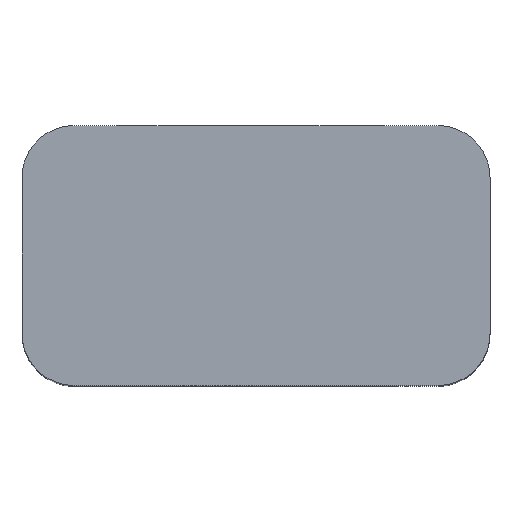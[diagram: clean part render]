
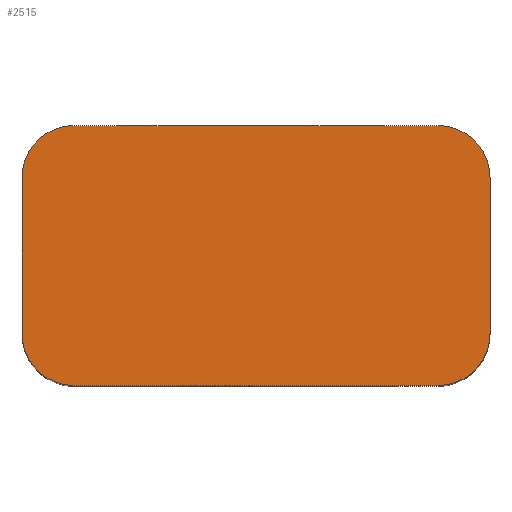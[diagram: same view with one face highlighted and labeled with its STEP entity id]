
A CAD part, top view. The second image highlights one B-rep face of the part: STEP entity #2515.
In plain terms, the highlighted planar face has unit normal (0, 0, 1).
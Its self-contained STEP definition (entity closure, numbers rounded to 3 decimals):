
#20=PLANE('',#2556);
#333=FACE_OUTER_BOUND('',#500,.T.);
#500=EDGE_LOOP('',(#2326,#2327,#2328,#2329,#2330,#2331,#2332,#2333));
#505=CIRCLE('',#2542,2.);
#508=CIRCLE('',#2547,2.);
#509=CIRCLE('',#2550,2.);
#512=CIRCLE('',#2555,2.);
#886=LINE('',#8089,#908);
#892=LINE('',#8105,#914);
#897=LINE('',#8122,#919);
#898=LINE('',#8123,#920);
#908=VECTOR('',#2596,10.);
#914=VECTOR('',#2610,10.);
#919=VECTOR('',#2631,10.);
#920=VECTOR('',#2632,10.);
#1139=VERTEX_POINT('',#8078);
#1140=VERTEX_POINT('',#8080);
#1142=VERTEX_POINT('',#8086);
#1144=VERTEX_POINT('',#8092);
#1147=VERTEX_POINT('',#8097);
#1149=VERTEX_POINT('',#8102);
#1150=VERTEX_POINT('',#8107);
#1153=VERTEX_POINT('',#8118);
#1527=EDGE_CURVE('',#1139,#1140,#505,.T.);
#1531=EDGE_CURVE('',#1142,#1139,#886,.T.);
#1536=EDGE_CURVE('',#1147,#1144,#508,.T.);
#1539=EDGE_CURVE('',#1144,#1149,#892,.T.);
#1540=EDGE_CURVE('',#1149,#1150,#509,.T.);
#1547=EDGE_CURVE('',#1153,#1142,#512,.T.);
#1548=EDGE_CURVE('',#1147,#1140,#897,.T.);
#1549=EDGE_CURVE('',#1150,#1153,#898,.T.);
#2326=ORIENTED_EDGE('',*,*,#1540,.F.);
#2327=ORIENTED_EDGE('',*,*,#1539,.F.);
#2328=ORIENTED_EDGE('',*,*,#1536,.F.);
#2329=ORIENTED_EDGE('',*,*,#1548,.T.);
#2330=ORIENTED_EDGE('',*,*,#1527,.F.);
#2331=ORIENTED_EDGE('',*,*,#1531,.F.);
#2332=ORIENTED_EDGE('',*,*,#1547,.F.);
#2333=ORIENTED_EDGE('',*,*,#1549,.F.);
#2515=ADVANCED_FACE('',(#333),#20,.F.);
#2542=AXIS2_PLACEMENT_3D('',#8081,#2588,#2589);
#2547=AXIS2_PLACEMENT_3D('',#8099,#2604,#2605);
#2550=AXIS2_PLACEMENT_3D('',#8108,#2613,#2614);
#2555=AXIS2_PLACEMENT_3D('',#8120,#2627,#2628);
#2556=AXIS2_PLACEMENT_3D('',#8121,#2629,#2630);
#2588=DIRECTION('center_axis',(0.,0.,-1.));
#2589=DIRECTION('ref_axis',(0.707,0.707,0.));
#2596=DIRECTION('',(1.,0.,0.));
#2604=DIRECTION('center_axis',(0.,0.,-1.));
#2605=DIRECTION('ref_axis',(0.707,-0.707,0.));
#2610=DIRECTION('',(-1.,0.,0.));
#2613=DIRECTION('center_axis',(0.,0.,-1.));
#2614=DIRECTION('ref_axis',(-0.707,-0.707,0.));
#2627=DIRECTION('center_axis',(0.,0.,-1.));
#2628=DIRECTION('ref_axis',(-0.707,0.707,0.));
#2629=DIRECTION('center_axis',(0.,0.,-1.));
#2630=DIRECTION('ref_axis',(-1.,0.,0.));
#2631=DIRECTION('',(0.,1.,0.));
#2632=DIRECTION('',(0.,1.,0.));
#8078=CARTESIAN_POINT('',(7.,27.5,-64.5));
#8080=CARTESIAN_POINT('',(9.,25.5,-64.5));
#8081=CARTESIAN_POINT('Origin',(7.,25.5,-64.5));
#8086=CARTESIAN_POINT('',(-7.,27.5,-64.5));
#8089=CARTESIAN_POINT('',(-1.1,27.5,-64.5));
#8092=CARTESIAN_POINT('',(7.,17.5,-64.5));
#8097=CARTESIAN_POINT('',(9.,19.5,-64.5));
#8099=CARTESIAN_POINT('Origin',(7.,19.5,-64.5));
#8102=CARTESIAN_POINT('',(-7.,17.5,-64.5));
#8105=CARTESIAN_POINT('',(3.4,17.5,-64.5));
#8107=CARTESIAN_POINT('',(-9.,19.5,-64.5));
#8108=CARTESIAN_POINT('Origin',(-7.,19.5,-64.5));
#8118=CARTESIAN_POINT('',(-9.,25.5,-64.5));
#8120=CARTESIAN_POINT('Origin',(-7.,25.5,-64.5));
#8121=CARTESIAN_POINT('Origin',(6.801,17.5,-64.5));
#8122=CARTESIAN_POINT('',(9.,17.5,-64.5));
#8123=CARTESIAN_POINT('',(-9.,17.5,-64.5));
